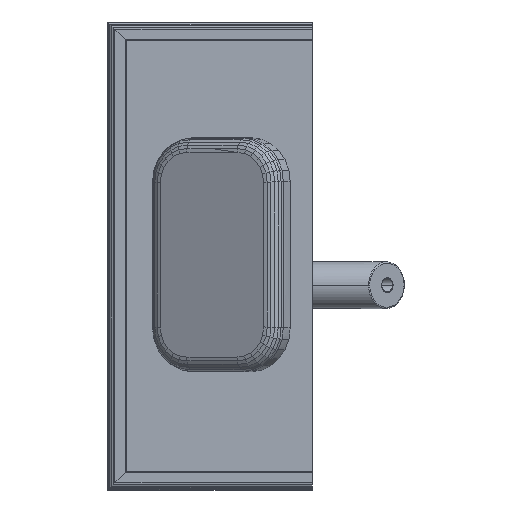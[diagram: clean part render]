
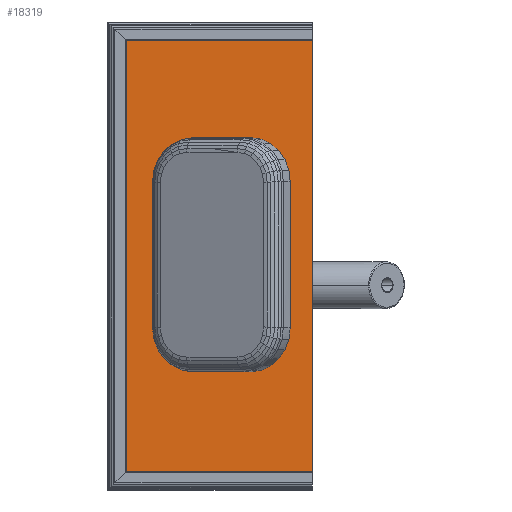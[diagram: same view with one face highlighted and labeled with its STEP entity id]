
A CAD part, top view. The second image highlights one B-rep face of the part: STEP entity #18319.
In plain terms, the highlighted planar face has unit normal (0, 0, 1).
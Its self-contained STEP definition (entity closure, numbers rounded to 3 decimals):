
#138 = VERTEX_POINT ( 'NONE', #19143 ) ;
#844 = EDGE_LOOP ( 'NONE', ( #29459, #21963, #7549, #25766 ) ) ;
#912 = CARTESIAN_POINT ( 'NONE',  ( -63.359, 6.3, 15.202 ) ) ;
#974 = B_SPLINE_CURVE_WITH_KNOTS ( 'NONE', 3,
 ( #18343, #11767, #20869, #27458 ),
 .UNSPECIFIED., .F., .F.,
 ( 4, 4 ),
 ( 0., 1. ),
 .UNSPECIFIED. ) ;
#2147 = DIRECTION ( 'NONE',  ( 0., 0., -1. ) ) ;
#2330 = VERTEX_POINT ( 'NONE', #10156 ) ;
#2404 = EDGE_CURVE ( 'NONE', #138, #21590, #28681, .T. ) ;
#2962 = CARTESIAN_POINT ( 'NONE',  ( 0.35, 6.3, 15.202 ) ) ;
#3058 = ORIENTED_EDGE ( 'NONE', *, *, #16304, .F. ) ;
#3349 = B_SPLINE_CURVE_WITH_KNOTS ( 'NONE', 3,
 ( #20369, #6473, #25002, #11262 ),
 .UNSPECIFIED., .F., .F.,
 ( 4, 4 ),
 ( 0., 1. ),
 .UNSPECIFIED. ) ;
#4205 = VERTEX_POINT ( 'NONE', #27200 ) ;
#4544 = DIRECTION ( 'NONE',  ( -1., 0., 0. ) ) ;
#4669 = EDGE_CURVE ( 'NONE', #13635, #138, #974, .T. ) ;
#4957 = CARTESIAN_POINT ( 'NONE',  ( -42.122, 6.3, 15.202 ) ) ;
#4980 = CARTESIAN_POINT ( 'NONE',  ( -34.654, 80.009, 15.202 ) ) ;
#5083 = CARTESIAN_POINT ( 'NONE',  ( -42.122, 153.717, 15.202 ) ) ;
#5330 = EDGE_CURVE ( 'NONE', #4205, #7088, #25536, .T. ) ;
#5805 = CARTESIAN_POINT ( 'NONE',  ( 0.35, 153.717, 15.202 ) ) ;
#5853 = ORIENTED_EDGE ( 'NONE', *, *, #27500, .F. ) ;
#6473 = CARTESIAN_POINT ( 'NONE',  ( -40.724, 80.592, 15.202 ) ) ;
#7088 = VERTEX_POINT ( 'NONE', #24747 ) ;
#7190 = B_SPLINE_CURVE_WITH_KNOTS ( 'NONE', 3,
 ( #16015, #25098, #20907, #2962 ),
 .UNSPECIFIED., .F., .F.,
 ( 4, 4 ),
 ( 0., 1. ),
 .UNSPECIFIED. ) ;
#7549 = ORIENTED_EDGE ( 'NONE', *, *, #10426, .F. ) ;
#8561 = ORIENTED_EDGE ( 'NONE', *, *, #5330, .F. ) ;
#8658 = VERTEX_POINT ( 'NONE', #22704 ) ;
#8852 = CARTESIAN_POINT ( 'NONE',  ( -22.284, 81.759, 15.202 ) ) ;
#9538 = EDGE_CURVE ( 'NONE', #7088, #12229, #18141, .T. ) ;
#9841 = CARTESIAN_POINT ( 'NONE',  ( -34.578, 81.759, 15.202 ) ) ;
#10156 = CARTESIAN_POINT ( 'NONE',  ( 0.35, 6.3, 15.202 ) ) ;
#10426 = EDGE_CURVE ( 'NONE', #2330, #13635, #17397, .T. ) ;
#10494 = CARTESIAN_POINT ( 'NONE',  ( -22.284, 80.592, 15.202 ) ) ;
#10984 = FACE_OUTER_BOUND ( 'NONE', #844, .T. ) ;
#11262 = CARTESIAN_POINT ( 'NONE',  ( -40.724, 78.259, 15.202 ) ) ;
#11550 = CARTESIAN_POINT ( 'NONE',  ( 0.35, 6.3, 15.202 ) ) ;
#11767 = CARTESIAN_POINT ( 'NONE',  ( -63.359, 55.439, 15.202 ) ) ;
#11838 = AXIS2_PLACEMENT_3D ( 'NONE', #4980, #2147, #4544 ) ;
#12229 = VERTEX_POINT ( 'NONE', #17441 ) ;
#12889 = CARTESIAN_POINT ( 'NONE',  ( -22.284, 78.259, 15.202 ) ) ;
#13635 = VERTEX_POINT ( 'NONE', #912 ) ;
#15146 = CARTESIAN_POINT ( 'NONE',  ( -22.284, 79.425, 15.202 ) ) ;
#15352 = B_SPLINE_CURVE_WITH_KNOTS ( 'NONE', 3,
 ( #27492, #20903, #9841, #25674 ),
 .UNSPECIFIED., .F., .F.,
 ( 4, 4 ),
 ( 0., 1. ),
 .UNSPECIFIED. ) ;
#15774 = CARTESIAN_POINT ( 'NONE',  ( -28.431, 78.259, 15.202 ) ) ;
#15854 = EDGE_LOOP ( 'NONE', ( #8561, #3058, #5853, #16912 ) ) ;
#16015 = CARTESIAN_POINT ( 'NONE',  ( 0.35, 153.717, 15.202 ) ) ;
#16304 = EDGE_CURVE ( 'NONE', #8658, #4205, #3349, .T. ) ;
#16485 = CARTESIAN_POINT ( 'NONE',  ( -63.359, 6.3, 15.202 ) ) ;
#16912 = ORIENTED_EDGE ( 'NONE', *, *, #9538, .F. ) ;
#17397 = B_SPLINE_CURVE_WITH_KNOTS ( 'NONE', 3,
 ( #11550, #25426, #4957, #16485 ),
 .UNSPECIFIED., .F., .F.,
 ( 4, 4 ),
 ( 0., 1. ),
 .UNSPECIFIED. ) ;
#17441 = CARTESIAN_POINT ( 'NONE',  ( -22.284, 81.759, 15.202 ) ) ;
#17990 = CARTESIAN_POINT ( 'NONE',  ( -22.284, 78.259, 15.202 ) ) ;
#18141 = B_SPLINE_CURVE_WITH_KNOTS ( 'NONE', 3,
 ( #12889, #15146, #10494, #8852 ),
 .UNSPECIFIED., .F., .F.,
 ( 4, 4 ),
 ( 0., 1. ),
 .UNSPECIFIED. ) ;
#18319 = ADVANCED_FACE ( 'NONE', ( #10984, #20535 ), #18594, .F. ) ;
#18343 = CARTESIAN_POINT ( 'NONE',  ( -63.359, 6.3, 15.202 ) ) ;
#18594 = PLANE ( 'NONE',  #11838 ) ;
#19143 = CARTESIAN_POINT ( 'NONE',  ( -63.359, 153.717, 15.202 ) ) ;
#20369 = CARTESIAN_POINT ( 'NONE',  ( -40.724, 81.759, 15.202 ) ) ;
#20535 = FACE_BOUND ( 'NONE', #15854, .T. ) ;
#20869 = CARTESIAN_POINT ( 'NONE',  ( -63.359, 104.578, 15.202 ) ) ;
#20903 = CARTESIAN_POINT ( 'NONE',  ( -28.431, 81.759, 15.202 ) ) ;
#20907 = CARTESIAN_POINT ( 'NONE',  ( 0.35, 55.439, 15.202 ) ) ;
#21072 = CARTESIAN_POINT ( 'NONE',  ( -20.886, 153.717, 15.202 ) ) ;
#21218 = CARTESIAN_POINT ( 'NONE',  ( 0.35, 153.717, 15.202 ) ) ;
#21590 = VERTEX_POINT ( 'NONE', #5805 ) ;
#21963 = ORIENTED_EDGE ( 'NONE', *, *, #4669, .F. ) ;
#22704 = CARTESIAN_POINT ( 'NONE',  ( -40.724, 81.759, 15.202 ) ) ;
#22913 = CARTESIAN_POINT ( 'NONE',  ( -40.724, 78.259, 15.202 ) ) ;
#24747 = CARTESIAN_POINT ( 'NONE',  ( -22.284, 78.259, 15.202 ) ) ;
#25002 = CARTESIAN_POINT ( 'NONE',  ( -40.724, 79.425, 15.202 ) ) ;
#25098 = CARTESIAN_POINT ( 'NONE',  ( 0.35, 104.578, 15.202 ) ) ;
#25426 = CARTESIAN_POINT ( 'NONE',  ( -20.886, 6.3, 15.202 ) ) ;
#25536 = B_SPLINE_CURVE_WITH_KNOTS ( 'NONE', 3,
 ( #22913, #29479, #15774, #17990 ),
 .UNSPECIFIED., .F., .F.,
 ( 4, 4 ),
 ( 0., 1. ),
 .UNSPECIFIED. ) ;
#25551 = CARTESIAN_POINT ( 'NONE',  ( -63.359, 153.717, 15.202 ) ) ;
#25674 = CARTESIAN_POINT ( 'NONE',  ( -40.724, 81.759, 15.202 ) ) ;
#25766 = ORIENTED_EDGE ( 'NONE', *, *, #27012, .F. ) ;
#27012 = EDGE_CURVE ( 'NONE', #21590, #2330, #7190, .T. ) ;
#27200 = CARTESIAN_POINT ( 'NONE',  ( -40.724, 78.259, 15.202 ) ) ;
#27458 = CARTESIAN_POINT ( 'NONE',  ( -63.359, 153.717, 15.202 ) ) ;
#27492 = CARTESIAN_POINT ( 'NONE',  ( -22.284, 81.759, 15.202 ) ) ;
#27500 = EDGE_CURVE ( 'NONE', #12229, #8658, #15352, .T. ) ;
#28681 = B_SPLINE_CURVE_WITH_KNOTS ( 'NONE', 3,
 ( #25551, #5083, #21072, #21218 ),
 .UNSPECIFIED., .F., .F.,
 ( 4, 4 ),
 ( 0., 1. ),
 .UNSPECIFIED. ) ;
#29459 = ORIENTED_EDGE ( 'NONE', *, *, #2404, .F. ) ;
#29479 = CARTESIAN_POINT ( 'NONE',  ( -34.578, 78.259, 15.202 ) ) ;
